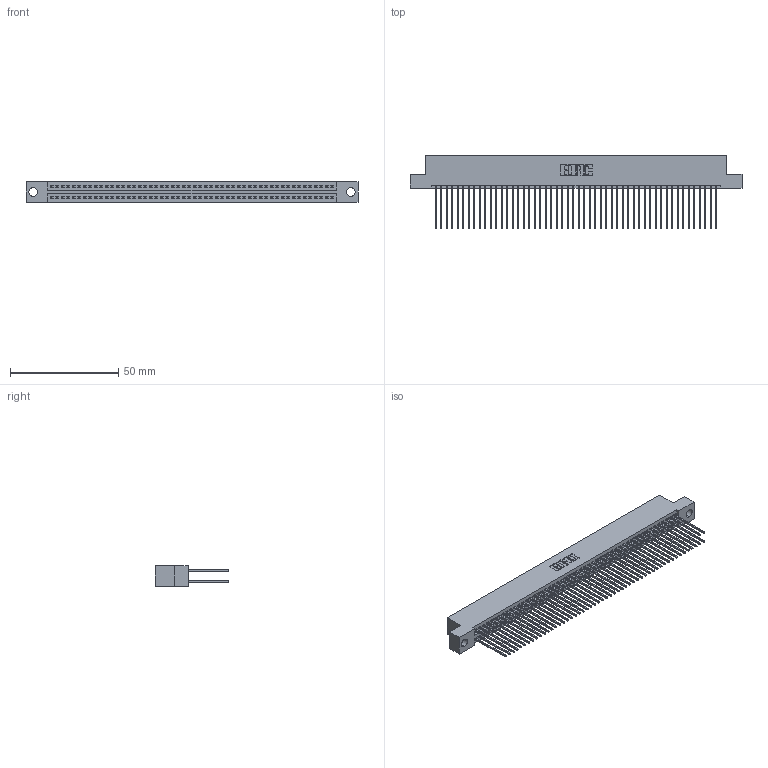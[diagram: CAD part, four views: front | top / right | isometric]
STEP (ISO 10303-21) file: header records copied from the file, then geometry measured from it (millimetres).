
FILE_DESCRIPTION (( 'STEP AP203' ), '1' );
FILE_NAME ('395-104-541-204.STEP', '2021-06-17T16:04:03', ( '' ), ( '' ), 'SwSTEP 2.0', 'SolidWorks 2020', '' );
FILE_SCHEMA (( 'CONFIG_CONTROL_DESIGN' ));
Length unit declared in the file: inch
Products named in the file (3): 345-292-001_345-293-141; 395-104-541-204; 345 Part_Flush Mounting Lugs - 0.156 Dia-TI
Assembly tree (105 placements, depth 2):
  395-104-541-204
    345 Part_Flush Mounting Lugs - 0.156 Dia-TI
    345-292-001_345-293-141  x104
Bounding box: 153.29 x 33.96 x 9.4 mm (x, y, z)
Volume: 15474.2 mm3; surface area: 25723.5 mm2
Topology: 105 solids, 105 shells, 5340 faces, 15873 edges, 10442 vertices
Faces by surface type: plane 3526, cylinder 1814
Entity records: 39891 total; most frequent: CARTESIAN_POINT 6682, ORIENTED_EDGE 6614, DIRECTION 5879, EDGE_CURVE 3307, LINE 2967, VECTOR 2967, VERTEX_POINT 2202, AXIS2_PLACEMENT_3D 1456
